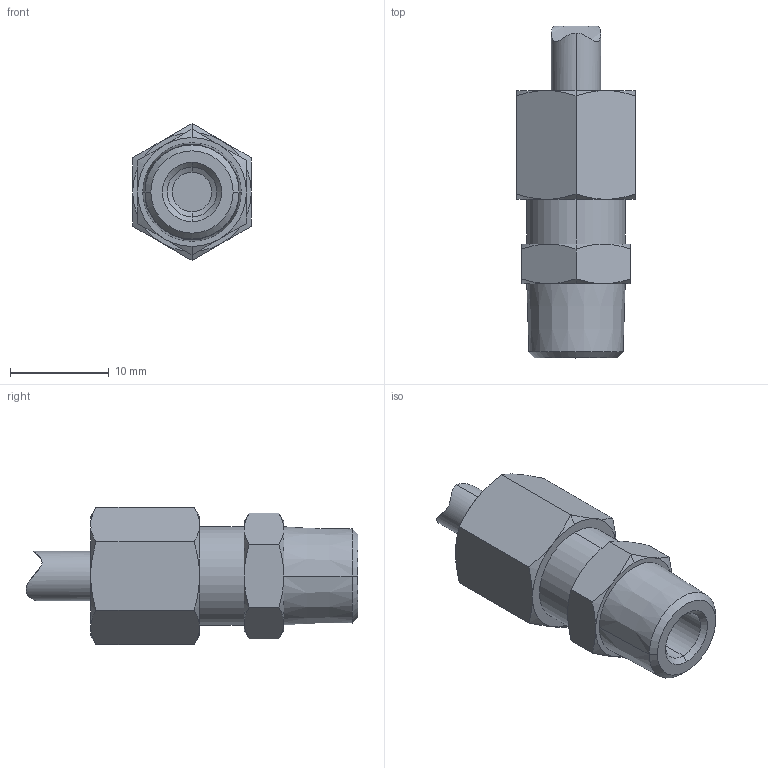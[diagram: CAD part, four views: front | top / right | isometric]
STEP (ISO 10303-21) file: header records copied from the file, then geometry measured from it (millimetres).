
FILE_DESCRIPTION(('STEP AP214'),'1');
FILE_NAME('0105_05_10.stp','2016-07-07T14:59:12',('TraceParts'),('TraceParts S.A.'),'Spatial InterOp 3D',' ',' ');
FILE_SCHEMA(('automotive_design'));
Length unit declared in the file: millimetre
Products named in the file (1): 0105-05-10_ASM|Next assembly relationship#0105-05-10U;0105-05-10U
Bounding box: 12 x 33.56 x 13.86 mm (x, y, z)
Volume: 2447.2 mm3; surface area: 2025.6 mm2
Topology: 1 solids, 2 shells, 99 faces, 214 edges, 126 vertices
Faces by surface type: cone 50, plane 22, cylinder 20, torus 6, extrusion 1
Entity records: 3017 total; most frequent: CARTESIAN_POINT 866, DIRECTION 469, ORIENTED_EDGE 428, EDGE_CURVE 214, AXIS2_PLACEMENT_3D 205, VERTEX_POINT 126, EDGE_LOOP 108, CIRCLE 106
